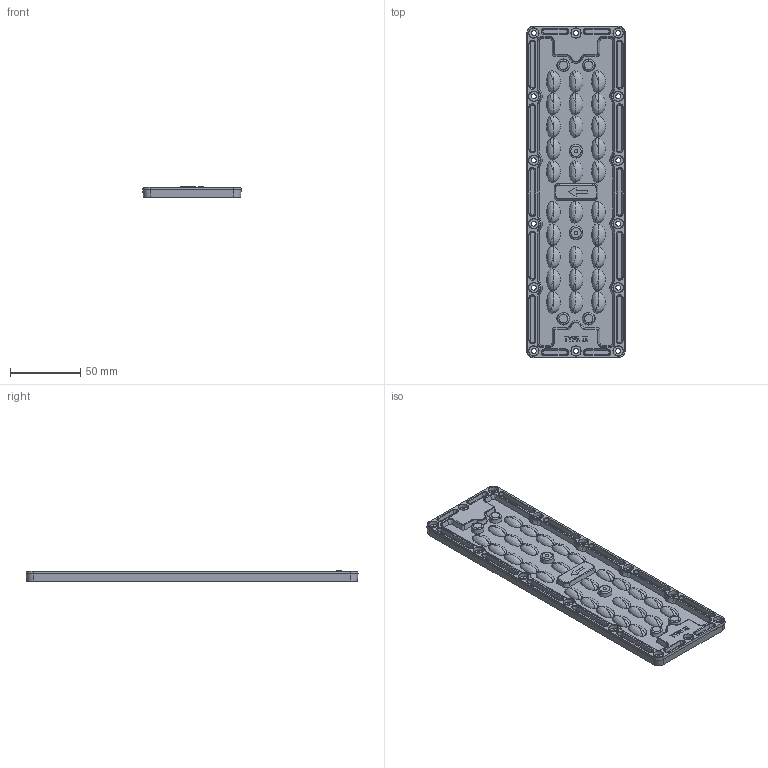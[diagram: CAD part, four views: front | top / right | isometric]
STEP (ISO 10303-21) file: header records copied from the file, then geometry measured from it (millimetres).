
FILE_DESCRIPTION (( 'STEP AP214' ), '1' );
FILE_NAME ('L304-5_LD23670-28H1-T2M-20201107-KH.STP', '2022-02-08T09:37:50', ( 'Windows 蚚誧' ), ( '' ), 'SwSTEP 2.0', 'SolidWorks 2019', '' );
FILE_SCHEMA (( 'AUTOMOTIVE_DESIGN' ));
Length unit declared in the file: millimetre
Products named in the file (1): L304-5_LD23670-28H1-T2M-20201107-KH
Bounding box: 69.99 x 235.99 x 7.2 mm (x, y, z)
Volume: 50721.3 mm3; surface area: 48899.3 mm2
Topology: 1 solids, 1 shells, 1106 faces, 2999 edges, 1924 vertices
Faces by surface type: plane 377, cone 284, bspline 252, cylinder 193
Entity records: 61808 total; most frequent: CARTESIAN_POINT 36427, ORIENTED_EDGE 5826, DIRECTION 3906, EDGE_CURVE 2913, VERTEX_POINT 1924, AXIS2_PLACEMENT_3D 1435, EDGE_LOOP 1249, B_SPLINE_CURVE_WITH_KNOTS 1151
